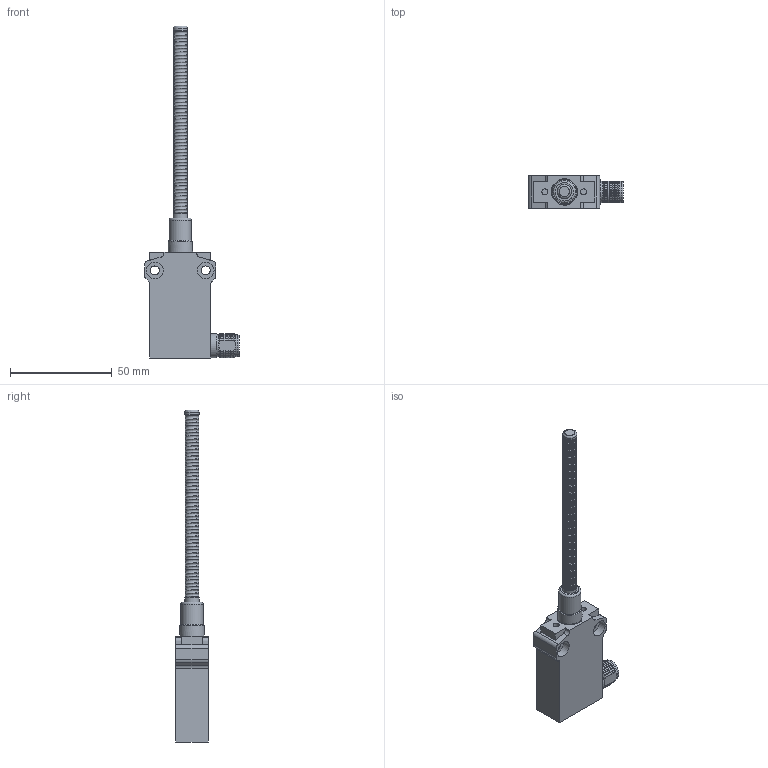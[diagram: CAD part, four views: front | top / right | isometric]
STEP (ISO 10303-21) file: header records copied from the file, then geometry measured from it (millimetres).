
FILE_DESCRIPTION (( 'STEP AP214' ), '1' );
FILE_NAME ('AEM2G9301Z11MR.STEP', '2020-05-21T15:17:01', ( '' ), ( '' ), 'SwSTEP 2.0', 'SolidWorks 2019', '' );
FILE_SCHEMA (( 'AUTOMOTIVE_DESIGN' ));
Length unit declared in the file: inch
Products named in the file (1): AEM2G9301Z11MR
Bounding box: 46.5 x 16 x 163 mm (x, y, z)
Volume: 30695.4 mm3; surface area: 11663.4 mm2
Topology: 5 solids, 5 shells, 270 faces, 608 edges, 360 vertices
Faces by surface type: bspline 132, plane 56, cylinder 49, cone 33
Full cylindrical faces by diameter (mm): 3 x2, 4.4 x2, 5 x1, 7 x2, 8.2 x4, 10.3 x1, 10.6 x2, 11 x1, 12 x2
Entity records: 13455 total; most frequent: CARTESIAN_POINT 4966, DIRECTION 910, ORIENTED_EDGE 906, EDGE_CURVE 453, EDGE_LOOP 436, FACE_OUTER_BOUND 419, AXIS2_PLACEMENT_3D 388, VERTEX_POINT 355
